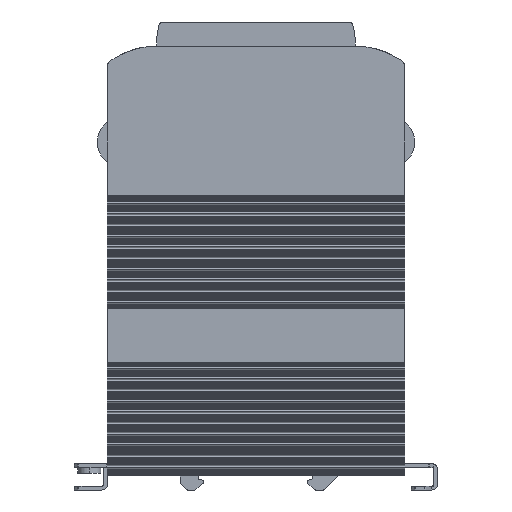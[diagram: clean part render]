
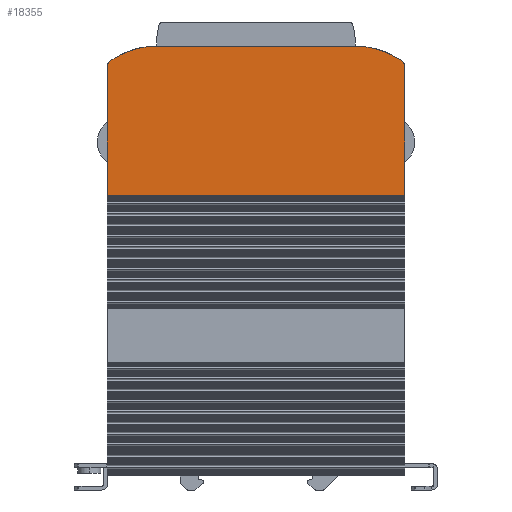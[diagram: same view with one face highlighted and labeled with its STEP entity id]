
A CAD part, left-side view. The second image highlights one B-rep face of the part: STEP entity #18355.
In plain terms, the highlighted planar face has unit normal (-1, 0, 0).
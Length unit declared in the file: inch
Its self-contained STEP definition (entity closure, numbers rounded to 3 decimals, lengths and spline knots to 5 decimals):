
#182 = VECTOR ( 'NONE', #6454, 39.37008 ) ;
#494 = VERTEX_POINT ( 'NONE', #8702 ) ;
#1090 = EDGE_CURVE ( 'NONE', #494, #5744, #14166, .T. ) ;
#1379 = CARTESIAN_POINT ( 'NONE',  ( -0.68701, -3.37197, 5.29528 ) ) ;
#1460 = VECTOR ( 'NONE', #22343, 39.37008 ) ;
#2338 = CARTESIAN_POINT ( 'NONE',  ( -0.68701, -0.3937, 5.06244 ) ) ;
#2469 = VERTEX_POINT ( 'NONE', #4488 ) ;
#2618 = DIRECTION ( 'NONE',  ( -1., 0., 0. ) ) ;
#3105 = LINE ( 'NONE', #16913, #1460 ) ;
#3259 = DIRECTION ( 'NONE',  ( 0., 0., 1. ) ) ;
#3383 = CARTESIAN_POINT ( 'NONE',  ( -0.68701, -0.95874, 5.29528 ) ) ;
#3734 = VERTEX_POINT ( 'NONE', #7217 ) ;
#4488 = CARTESIAN_POINT ( 'NONE',  ( -0.68701, -3.37197, 5.29528 ) ) ;
#4883 = ORIENTED_EDGE ( 'NONE', *, *, #10650, .T. ) ;
#5134 = DIRECTION ( 'NONE',  ( 0., 0., 1. ) ) ;
#5272 = CARTESIAN_POINT ( 'NONE',  ( -0.68701, -0.46063, 5.06244 ) ) ;
#5429 = VECTOR ( 'NONE', #32067, 39.37008 ) ;
#5744 = VERTEX_POINT ( 'NONE', #32255 ) ;
#5972 = EDGE_CURVE ( 'NONE', #26182, #8609, #27974, .T. ) ;
#6454 = DIRECTION ( 'NONE',  ( 0., 1., 0. ) ) ;
#7217 = CARTESIAN_POINT ( 'NONE',  ( -0.68701, -3.93701, 3.51575 ) ) ;
#7351 = CARTESIAN_POINT ( 'NONE',  ( -0.68701, -3.34156, 4.30615 ) ) ;
#8609 = VERTEX_POINT ( 'NONE', #2338 ) ;
#8702 = CARTESIAN_POINT ( 'NONE',  ( -0.68701, -3.93701, 5.06244 ) ) ;
#9664 = FACE_OUTER_BOUND ( 'NONE', #33111, .T. ) ;
#10486 = ORIENTED_EDGE ( 'NONE', *, *, #29242, .T. ) ;
#10650 = EDGE_CURVE ( 'NONE', #5744, #2469, #19465, .T. ) ;
#10969 = DIRECTION ( 'NONE',  ( 0., 0., 1. ) ) ;
#11306 = CARTESIAN_POINT ( 'NONE',  ( -0.68701, -3.87008, 5.06244 ) ) ;
#11477 = EDGE_CURVE ( 'NONE', #24590, #3734, #13944, .T. ) ;
#12550 = CARTESIAN_POINT ( 'NONE',  ( -0.68701, -0.3937, 3.51575 ) ) ;
#12814 = AXIS2_PLACEMENT_3D ( 'NONE', #5272, #21210, #3259 ) ;
#12964 = DIRECTION ( 'NONE',  ( 0., 0., 1. ) ) ;
#13008 = DIRECTION ( 'NONE',  ( 0., 0., 1. ) ) ;
#13201 = VECTOR ( 'NONE', #13008, 39.37008 ) ;
#13355 = DIRECTION ( 'NONE',  ( -1., 0., 0. ) ) ;
#13944 = LINE ( 'NONE', #29525, #5429 ) ;
#14166 = CIRCLE ( 'NONE', #25524, 0.06693 ) ;
#14585 = LINE ( 'NONE', #1379, #182 ) ;
#14900 = DIRECTION ( 'NONE',  ( 0., 0., 1. ) ) ;
#16913 = CARTESIAN_POINT ( 'NONE',  ( -0.68701, -0.3937, 5.06244 ) ) ;
#17277 = CARTESIAN_POINT ( 'NONE',  ( -0.68701, -3.34156, 4.30615 ) ) ;
#17565 = CARTESIAN_POINT ( 'NONE',  ( -0.68701, -3.93701, 3.51575 ) ) ;
#17678 = ORIENTED_EDGE ( 'NONE', *, *, #11477, .T. ) ;
#17683 = DIRECTION ( 'NONE',  ( -1., 0., 0. ) ) ;
#18355 = ADVANCED_FACE ( 'NONE', ( #9664 ), #20137, .T. ) ;
#18940 = EDGE_CURVE ( 'NONE', #3734, #494, #30456, .T. ) ;
#19465 = CIRCLE ( 'NONE', #19993, 0.98959 ) ;
#19993 = AXIS2_PLACEMENT_3D ( 'NONE', #7351, #17683, #5134 ) ;
#20057 = EDGE_CURVE ( 'NONE', #22177, #26182, #32095, .T. ) ;
#20137 = PLANE ( 'NONE',  #23448 ) ;
#21210 = DIRECTION ( 'NONE',  ( -1., 0., 0. ) ) ;
#22177 = VERTEX_POINT ( 'NONE', #3383 ) ;
#22343 = DIRECTION ( 'NONE',  ( 0., 0., -1. ) ) ;
#23130 = CARTESIAN_POINT ( 'NONE',  ( -0.68701, -0.98915, 4.30615 ) ) ;
#23448 = AXIS2_PLACEMENT_3D ( 'NONE', #17277, #27457, #14900 ) ;
#23793 = CARTESIAN_POINT ( 'NONE',  ( -0.68701, -0.42229, 5.1173 ) ) ;
#24430 = ORIENTED_EDGE ( 'NONE', *, *, #27549, .T. ) ;
#24590 = VERTEX_POINT ( 'NONE', #12550 ) ;
#25524 = AXIS2_PLACEMENT_3D ( 'NONE', #11306, #13355, #10969 ) ;
#25796 = ORIENTED_EDGE ( 'NONE', *, *, #20057, .T. ) ;
#26182 = VERTEX_POINT ( 'NONE', #23793 ) ;
#26357 = ORIENTED_EDGE ( 'NONE', *, *, #18940, .T. ) ;
#26637 = ORIENTED_EDGE ( 'NONE', *, *, #1090, .T. ) ;
#27457 = DIRECTION ( 'NONE',  ( -1., 0., 0. ) ) ;
#27549 = EDGE_CURVE ( 'NONE', #2469, #22177, #14585, .T. ) ;
#27974 = CIRCLE ( 'NONE', #12814, 0.06693 ) ;
#28830 = AXIS2_PLACEMENT_3D ( 'NONE', #23130, #2618, #12964 ) ;
#29242 = EDGE_CURVE ( 'NONE', #8609, #24590, #3105, .T. ) ;
#29525 = CARTESIAN_POINT ( 'NONE',  ( -0.68701, -0.3937, 3.51575 ) ) ;
#29590 = ORIENTED_EDGE ( 'NONE', *, *, #5972, .T. ) ;
#30456 = LINE ( 'NONE', #17565, #13201 ) ;
#32067 = DIRECTION ( 'NONE',  ( 0., -1., 0. ) ) ;
#32095 = CIRCLE ( 'NONE', #28830, 0.98959 ) ;
#32255 = CARTESIAN_POINT ( 'NONE',  ( -0.68701, -3.90842, 5.1173 ) ) ;
#33111 = EDGE_LOOP ( 'NONE', ( #4883, #24430, #25796, #29590, #10486, #17678, #26357, #26637 ) ) ;
